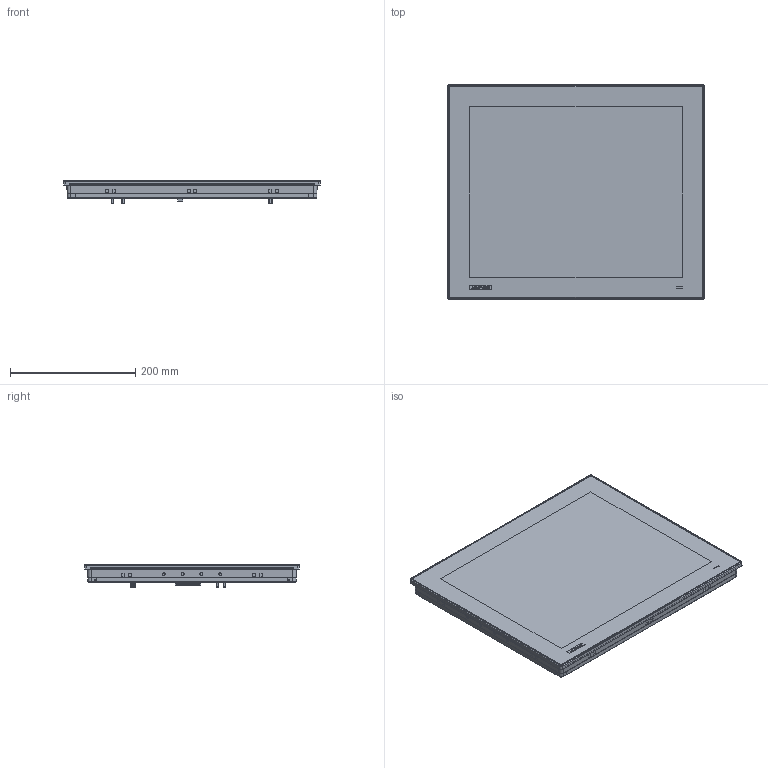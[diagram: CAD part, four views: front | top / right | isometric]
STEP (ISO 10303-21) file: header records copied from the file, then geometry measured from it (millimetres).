
FILE_DESCRIPTION (( 'STEP AP214' ), '1' );
FILE_NAME ('FPM-D17T-CE.STEP', '2024-03-07T08:32:29', ( '' ), ( '' ), 'SwSTEP 2.0', 'SolidWorks 2022', '' );
FILE_SCHEMA (( 'AUTOMOTIVE_DESIGN' ));
Length unit declared in the file: millimetre
Products named in the file (1): FPM-D17T-CE
Bounding box: 410.4 x 343.4 x 36.7 mm (x, y, z)
Volume: 3799138.5 mm3; surface area: 351036.5 mm2
Topology: 1 solids, 11 shells, 1703 faces, 4438 edges, 2853 vertices
Faces by surface type: plane 1152, cylinder 348, bspline 79, cone 72, torus 32, sphere 20
Entity records: 56327 total; most frequent: CARTESIAN_POINT 14696, ORIENTED_EDGE 8828, DIRECTION 8128, EDGE_CURVE 4414, VECTOR 3382, LINE 3382, VERTEX_POINT 2853, AXIS2_PLACEMENT_3D 2373
